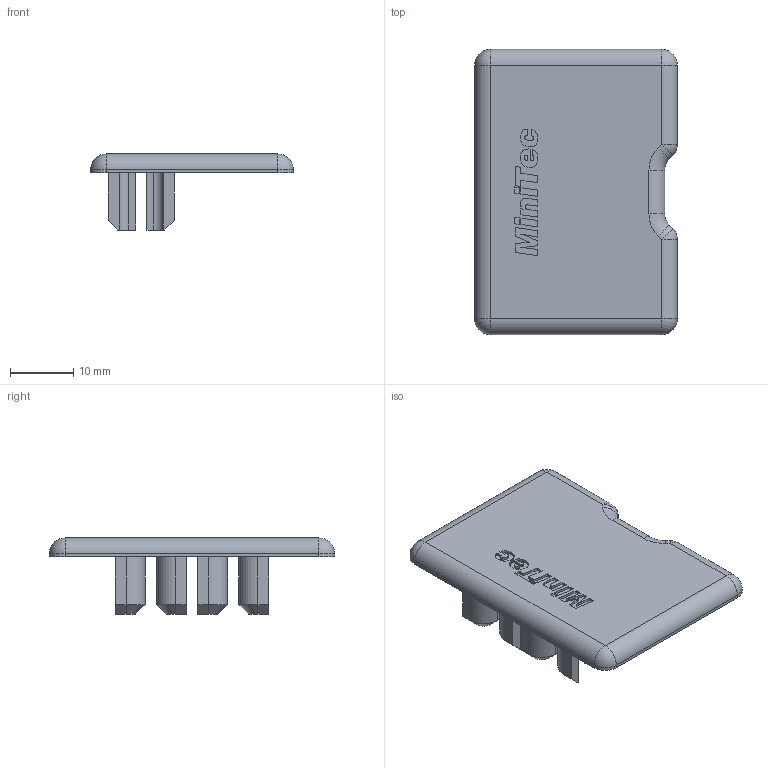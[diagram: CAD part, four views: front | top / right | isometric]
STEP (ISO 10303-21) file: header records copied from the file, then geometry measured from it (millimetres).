
FILE_DESCRIPTION(/* description */ (''),/* implementation_level */ '2;1');
FILE_NAME(/* name */ '22-1193-1FZ-00_Abdeckkappe Klemmprofil 45x32 K grau.step',/* time_stamp */ '2024-09-24T12:56:28+02:00',/* author */ ('muellerj'),/* organization */ ('MiniTec GmbH & Co.KG'),/* preprocessor_version */ 'ST-DEVELOPER v19.2',/* originating_system */ 'Autodesk Inventor 2023',/* authorisation */ '');
FILE_SCHEMA (('CONFIG_CONTROL_DESIGN'));
Length unit declared in the file: millimetre
Products named in the file (1): MTW_1-00307096
Bounding box: 32 x 45 x 12 mm (x, y, z)
Volume: 3982.9 mm3; surface area: 4540.3 mm2
Topology: 1 solids, 1 shells, 341 faces, 889 edges, 580 vertices
Faces by surface type: plane 214, cylinder 56, bspline 54, cone 9, sphere 6, torus 2
Full cylindrical faces by diameter (mm): 9 x1
Entity records: 11062 total; most frequent: CARTESIAN_POINT 2724, ORIENTED_EDGE 1778, DIRECTION 1481, EDGE_CURVE 889, LINE 657, VECTOR 657, VERTEX_POINT 580, AXIS2_PLACEMENT_3D 412
